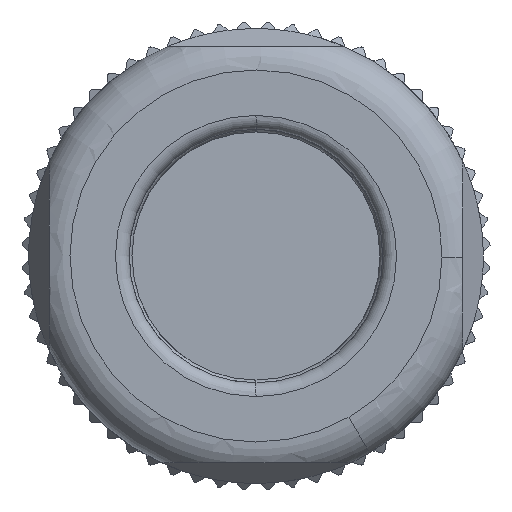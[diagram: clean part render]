
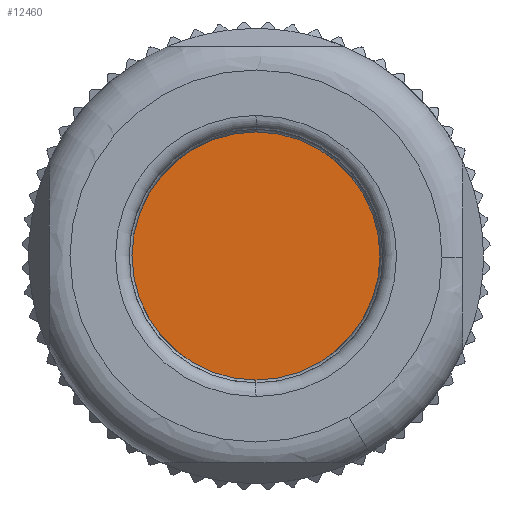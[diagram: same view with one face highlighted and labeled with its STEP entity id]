
A CAD part, front view. The second image highlights one B-rep face of the part: STEP entity #12460.
In plain terms, the highlighted planar face has unit normal (0, -1, 0).
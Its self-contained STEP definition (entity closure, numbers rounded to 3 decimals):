
#3650=CARTESIAN_POINT('',(0.,-20.5,0.));
#3651=DIRECTION('',(0.,1.,0.));
#3652=DIRECTION('',(0.,0.,-1.));
#3653=AXIS2_PLACEMENT_3D('',#3650,#3651,#3652);
#3655=CARTESIAN_POINT('',(0.,-20.5,0.));
#3656=DIRECTION('',(0.,1.,0.));
#3657=DIRECTION('',(0.,0.,1.));
#3658=AXIS2_PLACEMENT_3D('',#3655,#3656,#3657);
#7832=CARTESIAN_POINT('',(0.,-20.5,4.5));
#7833=CARTESIAN_POINT('',(0.,-20.5,-4.5));
#7834=VERTEX_POINT('',#7832);
#7835=VERTEX_POINT('',#7833);
#12450=CARTESIAN_POINT('',(0.,-20.5,0.));
#12451=DIRECTION('',(0.,1.,0.));
#12452=DIRECTION('',(1.,0.,0.));
#12453=AXIS2_PLACEMENT_3D('',#12450,#12451,#12452);
#12454=PLANE('',#12453);
#12456=ORIENTED_EDGE('',*,*,#12455,.T.);
#12457=ORIENTED_EDGE('',*,*,#12439,.T.);
#12458=EDGE_LOOP('',(#12456,#12457));
#12459=FACE_OUTER_BOUND('',#12458,.F.);
#12460=ADVANCED_FACE('',(#12459),#12454,.F.);
#3654=CIRCLE('',#3653,4.5);
#3659=CIRCLE('',#3658,4.5);
#12439=EDGE_CURVE('',#7834,#7835,#3659,.T.);
#12455=EDGE_CURVE('',#7835,#7834,#3654,.T.);
